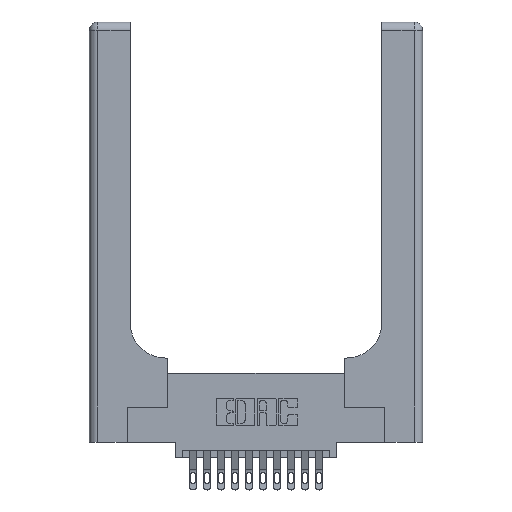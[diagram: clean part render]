
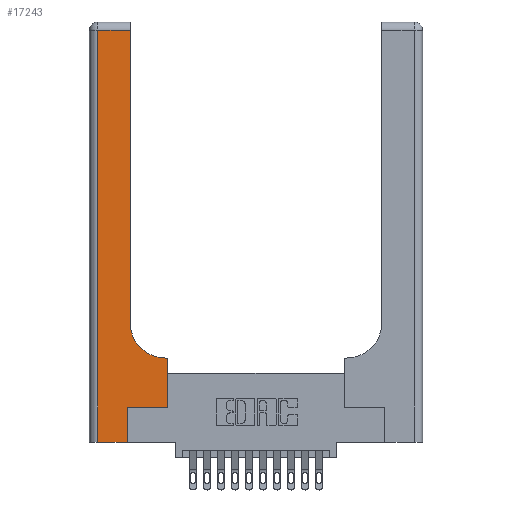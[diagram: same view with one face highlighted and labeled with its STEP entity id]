
A CAD part, top view. The second image highlights one B-rep face of the part: STEP entity #17243.
In plain terms, the highlighted planar face has unit normal (0, 0, 1).
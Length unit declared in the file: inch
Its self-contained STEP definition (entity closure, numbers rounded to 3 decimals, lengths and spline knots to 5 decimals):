
#55 = VERTEX_POINT ( 'NONE', #4051 ) ;
#62 = DIRECTION ( 'NONE',  ( 1., 0., 0. ) ) ;
#783 = ORIENTED_EDGE ( 'NONE', *, *, #17736, .T. ) ;
#1012 = DIRECTION ( 'NONE',  ( -1., 0., 0. ) ) ;
#1014 = ORIENTED_EDGE ( 'NONE', *, *, #16253, .T. ) ;
#1202 = EDGE_CURVE ( 'NONE', #1451, #17290, #11520, .T. ) ;
#1354 = FACE_OUTER_BOUND ( 'NONE', #10518, .T. ) ;
#1451 = VERTEX_POINT ( 'NONE', #2327 ) ;
#2232 = ORIENTED_EDGE ( 'NONE', *, *, #7242, .T. ) ;
#2290 = VERTEX_POINT ( 'NONE', #4286 ) ;
#2317 = LINE ( 'NONE', #3040, #16369 ) ;
#2327 = CARTESIAN_POINT ( 'NONE',  ( 0.2915, 2.94, 0.37 ) ) ;
#2983 = VECTOR ( 'NONE', #10267, 39.37008 ) ;
#3040 = CARTESIAN_POINT ( 'NONE',  ( 0.269, 0.25, 0.37 ) ) ;
#3817 = LINE ( 'NONE', #16754, #17750 ) ;
#3894 = CARTESIAN_POINT ( 'NONE',  ( 0.5585, 0.25, 0.37 ) ) ;
#4051 = CARTESIAN_POINT ( 'NONE',  ( 0.269, 0.25, 0.37 ) ) ;
#4286 = CARTESIAN_POINT ( 'NONE',  ( 0.2915, 0.85, 0.37 ) ) ;
#4377 = VERTEX_POINT ( 'NONE', #14771 ) ;
#4745 = LINE ( 'NONE', #14333, #11524 ) ;
#5180 = EDGE_CURVE ( 'NONE', #2290, #1451, #10586, .T. ) ;
#5272 = VERTEX_POINT ( 'NONE', #15639 ) ;
#5749 = CARTESIAN_POINT ( 'NONE',  ( 0.06, 3., 0.37 ) ) ;
#5750 = VERTEX_POINT ( 'NONE', #13976 ) ;
#5838 = VECTOR ( 'NONE', #16463, 39.37008 ) ;
#6282 = VERTEX_POINT ( 'NONE', #13734 ) ;
#6479 = ORIENTED_EDGE ( 'NONE', *, *, #14284, .T. ) ;
#6611 = VECTOR ( 'NONE', #11506, 39.37008 ) ;
#7142 = CARTESIAN_POINT ( 'NONE',  ( 0.2915, 0.6, 0.37 ) ) ;
#7242 = EDGE_CURVE ( 'NONE', #12275, #4377, #13840, .T. ) ;
#7383 = ORIENTED_EDGE ( 'NONE', *, *, #17426, .T. ) ;
#7859 = DIRECTION ( 'NONE',  ( 0., 0., -1. ) ) ;
#8088 = PLANE ( 'NONE',  #16471 ) ;
#8347 = VECTOR ( 'NONE', #15127, 39.37008 ) ;
#8414 = VECTOR ( 'NONE', #16098, 39.37008 ) ;
#8638 = EDGE_CURVE ( 'NONE', #6282, #55, #3817, .T. ) ;
#8751 = AXIS2_PLACEMENT_3D ( 'NONE', #15816, #7859, #17170 ) ;
#8771 = LINE ( 'NONE', #5749, #8347 ) ;
#8945 = ORIENTED_EDGE ( 'NONE', *, *, #1202, .T. ) ;
#8951 = CARTESIAN_POINT ( 'NONE',  ( 0.5585, 0.25, 0.37 ) ) ;
#9044 = LINE ( 'NONE', #7142, #5838 ) ;
#9420 = DIRECTION ( 'NONE',  ( 0., 0., -1. ) ) ;
#9516 = EDGE_CURVE ( 'NONE', #17290, #5750, #8771, .T. ) ;
#9603 = ORIENTED_EDGE ( 'NONE', *, *, #8638, .T. ) ;
#10096 = DIRECTION ( 'NONE',  ( 0., 1., 0. ) ) ;
#10267 = DIRECTION ( 'NONE',  ( 0., 1., 0. ) ) ;
#10518 = EDGE_LOOP ( 'NONE', ( #13467, #8945, #11616, #783, #9603, #1014, #2232, #7383, #6479 ) ) ;
#10586 = LINE ( 'NONE', #16762, #6611 ) ;
#11506 = DIRECTION ( 'NONE',  ( 0., 1., 0. ) ) ;
#11520 = LINE ( 'NONE', #16565, #8414 ) ;
#11524 = VECTOR ( 'NONE', #15686, 39.37008 ) ;
#11616 = ORIENTED_EDGE ( 'NONE', *, *, #9516, .T. ) ;
#12275 = VERTEX_POINT ( 'NONE', #3894 ) ;
#13467 = ORIENTED_EDGE ( 'NONE', *, *, #5180, .T. ) ;
#13474 = CARTESIAN_POINT ( 'NONE',  ( 0.06, 2.94, 0.37 ) ) ;
#13734 = CARTESIAN_POINT ( 'NONE',  ( 0.269, 0., 0.37 ) ) ;
#13840 = LINE ( 'NONE', #8951, #2983 ) ;
#13976 = CARTESIAN_POINT ( 'NONE',  ( 0.06, 0., 0.37 ) ) ;
#14284 = EDGE_CURVE ( 'NONE', #5272, #2290, #15489, .T. ) ;
#14333 = CARTESIAN_POINT ( 'NONE',  ( 0., 0., 0.37 ) ) ;
#14771 = CARTESIAN_POINT ( 'NONE',  ( 0.5585, 0.6, 0.37 ) ) ;
#15127 = DIRECTION ( 'NONE',  ( 0., -1., 0. ) ) ;
#15489 = CIRCLE ( 'NONE', #8751, 0.25 ) ;
#15639 = CARTESIAN_POINT ( 'NONE',  ( 0.5415, 0.6, 0.37 ) ) ;
#15686 = DIRECTION ( 'NONE',  ( 1., 0., 0. ) ) ;
#15816 = CARTESIAN_POINT ( 'NONE',  ( 0.5415, 0.85, 0.37 ) ) ;
#16098 = DIRECTION ( 'NONE',  ( -1., 0., 0. ) ) ;
#16253 = EDGE_CURVE ( 'NONE', #55, #12275, #2317, .T. ) ;
#16369 = VECTOR ( 'NONE', #62, 39.37008 ) ;
#16463 = DIRECTION ( 'NONE',  ( -1., 0., 0. ) ) ;
#16471 = AXIS2_PLACEMENT_3D ( 'NONE', #17398, #9420, #1012 ) ;
#16565 = CARTESIAN_POINT ( 'NONE',  ( 0., 2.94, 0.37 ) ) ;
#16754 = CARTESIAN_POINT ( 'NONE',  ( 0.269, 0., 0.37 ) ) ;
#16762 = CARTESIAN_POINT ( 'NONE',  ( 0.2915, 3., 0.37 ) ) ;
#17170 = DIRECTION ( 'NONE',  ( 1., 0., 0. ) ) ;
#17243 = ADVANCED_FACE ( 'NONE', ( #1354 ), #8088, .F. ) ;
#17290 = VERTEX_POINT ( 'NONE', #13474 ) ;
#17398 = CARTESIAN_POINT ( 'NONE',  ( 0., 3., 0.37 ) ) ;
#17426 = EDGE_CURVE ( 'NONE', #4377, #5272, #9044, .T. ) ;
#17736 = EDGE_CURVE ( 'NONE', #5750, #6282, #4745, .T. ) ;
#17750 = VECTOR ( 'NONE', #10096, 39.37008 ) ;
